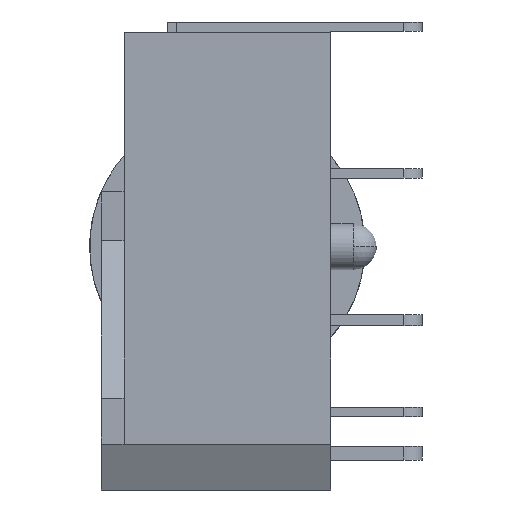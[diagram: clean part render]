
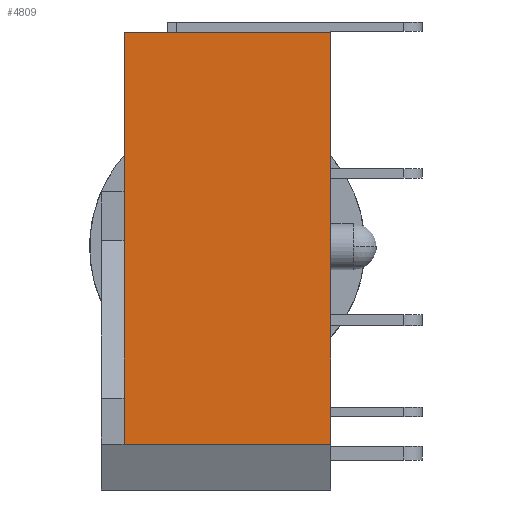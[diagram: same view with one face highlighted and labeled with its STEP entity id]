
A CAD part, left-side view. The second image highlights one B-rep face of the part: STEP entity #4809.
In plain terms, the highlighted planar face has unit normal (-1, 0, 0).
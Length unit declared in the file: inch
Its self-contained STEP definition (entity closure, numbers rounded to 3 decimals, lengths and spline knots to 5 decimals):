
#1 = CARTESIAN_POINT ( 'NONE',  ( -0.45276, 0.08858, 0.18386 ) ) ;
#213 = ORIENTED_EDGE ( 'NONE', *, *, #4442, .F. ) ;
#468 = DIRECTION ( 'NONE',  ( 0., -1., 0. ) ) ;
#600 = VERTEX_POINT ( 'NONE', #1983 ) ;
#1083 = ORIENTED_EDGE ( 'NONE', *, *, #1126, .F. ) ;
#1126 = EDGE_CURVE ( 'NONE', #600, #5194, #4249, .T. ) ;
#1439 = DIRECTION ( 'NONE',  ( -1., 0., 0. ) ) ;
#1489 = ORIENTED_EDGE ( 'NONE', *, *, #2772, .F. ) ;
#1537 = CARTESIAN_POINT ( 'NONE',  ( -0.45276, -0.08858, 0.19291 ) ) ;
#1870 = DIRECTION ( 'NONE',  ( 0., 0., 1. ) ) ;
#1874 = LINE ( 'NONE', #5242, #2583 ) ;
#1983 = CARTESIAN_POINT ( 'NONE',  ( -0.45276, -0.08858, -0.16929 ) ) ;
#2583 = VECTOR ( 'NONE', #468, 39.37008 ) ;
#2599 = CARTESIAN_POINT ( 'NONE',  ( -0.45276, -0.08858, 0.18386 ) ) ;
#2621 = VERTEX_POINT ( 'NONE', #5112 ) ;
#2756 = CARTESIAN_POINT ( 'NONE',  ( -0.45276, -0.29706, -0.16929 ) ) ;
#2772 = EDGE_CURVE ( 'NONE', #2621, #4848, #1874, .T. ) ;
#2903 = VECTOR ( 'NONE', #4711, 39.37008 ) ;
#2978 = FACE_OUTER_BOUND ( 'NONE', #5972, .T. ) ;
#2995 = ORIENTED_EDGE ( 'NONE', *, *, #3718, .F. ) ;
#3023 = LINE ( 'NONE', #1537, #3085 ) ;
#3085 = VECTOR ( 'NONE', #4401, 39.37008 ) ;
#3703 = VECTOR ( 'NONE', #1870, 39.37008 ) ;
#3718 = EDGE_CURVE ( 'NONE', #5194, #2621, #6221, .T. ) ;
#4249 = LINE ( 'NONE', #2756, #2903 ) ;
#4329 = PLANE ( 'NONE',  #5627 ) ;
#4401 = DIRECTION ( 'NONE',  ( 0., 0., -1. ) ) ;
#4442 = EDGE_CURVE ( 'NONE', #4848, #600, #3023, .T. ) ;
#4711 = DIRECTION ( 'NONE',  ( 0., 1., 0. ) ) ;
#4809 = ADVANCED_FACE ( 'NONE', ( #2978 ), #4329, .T. ) ;
#4848 = VERTEX_POINT ( 'NONE', #2599 ) ;
#4902 = CARTESIAN_POINT ( 'NONE',  ( -0.45276, 0.08858, -0.16929 ) ) ;
#5112 = CARTESIAN_POINT ( 'NONE',  ( -0.45276, 0.08858, 0.18386 ) ) ;
#5194 = VERTEX_POINT ( 'NONE', #4902 ) ;
#5242 = CARTESIAN_POINT ( 'NONE',  ( -0.45276, -0.08858, 0.18386 ) ) ;
#5310 = DIRECTION ( 'NONE',  ( 0., 0., 1. ) ) ;
#5627 = AXIS2_PLACEMENT_3D ( 'NONE', #5802, #1439, #5310 ) ;
#5802 = CARTESIAN_POINT ( 'NONE',  ( -0.45276, 0.10827, -0.20866 ) ) ;
#5972 = EDGE_LOOP ( 'NONE', ( #1489, #2995, #1083, #213 ) ) ;
#6221 = LINE ( 'NONE', #1, #3703 ) ;
